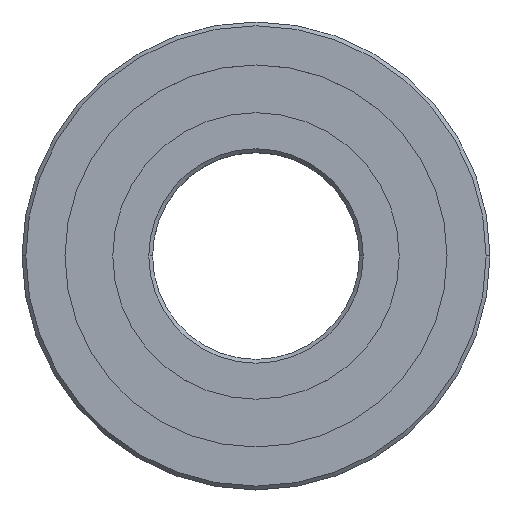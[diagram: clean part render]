
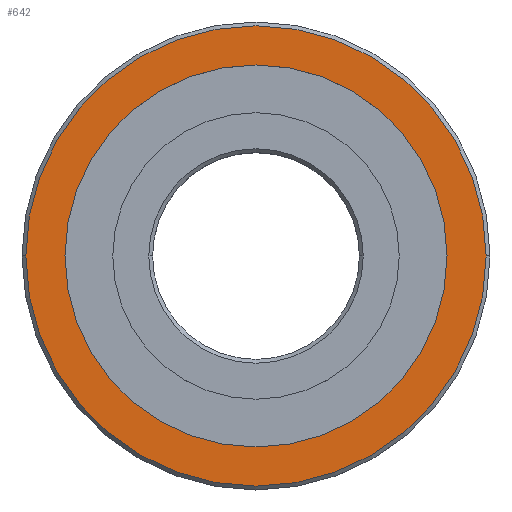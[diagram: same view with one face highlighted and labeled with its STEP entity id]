
A CAD part, top view. The second image highlights one B-rep face of the part: STEP entity #642.
In plain terms, the highlighted planar face has unit normal (0, 0, 1).
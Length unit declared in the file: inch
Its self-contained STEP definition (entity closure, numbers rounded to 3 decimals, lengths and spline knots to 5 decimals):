
#6 = CIRCLE ( 'NONE', #622, 0.6025 ) ;
#37 = DIRECTION ( 'NONE',  ( -1., 0., 0. ) ) ;
#48 = CARTESIAN_POINT ( 'NONE',  ( 0., 0., 0.15625 ) ) ;
#125 = CARTESIAN_POINT ( 'NONE',  ( 0., 0., 0.15625 ) ) ;
#131 = CARTESIAN_POINT ( 'NONE',  ( 0., 0., 0.15625 ) ) ;
#180 = AXIS2_PLACEMENT_3D ( 'NONE', #131, #825, #735 ) ;
#184 = EDGE_LOOP ( 'NONE', ( #320, #200 ) ) ;
#185 = CARTESIAN_POINT ( 'NONE',  ( -0.6025, 0., 0.15625 ) ) ;
#200 = ORIENTED_EDGE ( 'NONE', *, *, #914, .T. ) ;
#214 = FACE_BOUND ( 'NONE', #184, .T. ) ;
#216 = VERTEX_POINT ( 'NONE', #281 ) ;
#235 = EDGE_LOOP ( 'NONE', ( #594, #406 ) ) ;
#246 = DIRECTION ( 'NONE',  ( 0., 0., 1. ) ) ;
#279 = DIRECTION ( 'NONE',  ( 0., 0., -1. ) ) ;
#281 = CARTESIAN_POINT ( 'NONE',  ( 0.5, 0., 0.15625 ) ) ;
#287 = DIRECTION ( 'NONE',  ( 0., 0., -1. ) ) ;
#313 = EDGE_CURVE ( 'NONE', #538, #801, #553, .T. ) ;
#320 = ORIENTED_EDGE ( 'NONE', *, *, #664, .T. ) ;
#397 = CIRCLE ( 'NONE', #799, 0.5 ) ;
#406 = ORIENTED_EDGE ( 'NONE', *, *, #313, .T. ) ;
#416 = AXIS2_PLACEMENT_3D ( 'NONE', #805, #279, #513 ) ;
#466 = CARTESIAN_POINT ( 'NONE',  ( 0., 0., 0.15625 ) ) ;
#513 = DIRECTION ( 'NONE',  ( -1., 0., 0. ) ) ;
#518 = FACE_OUTER_BOUND ( 'NONE', #235, .T. ) ;
#538 = VERTEX_POINT ( 'NONE', #876 ) ;
#542 = EDGE_CURVE ( 'NONE', #801, #538, #6, .T. ) ;
#553 = CIRCLE ( 'NONE', #654, 0.6025 ) ;
#594 = ORIENTED_EDGE ( 'NONE', *, *, #542, .T. ) ;
#622 = AXIS2_PLACEMENT_3D ( 'NONE', #48, #651, #37 ) ;
#642 = ADVANCED_FACE ( 'NONE', ( #518, #214 ), #808, .F. ) ;
#651 = DIRECTION ( 'NONE',  ( 0., 0., 1. ) ) ;
#654 = AXIS2_PLACEMENT_3D ( 'NONE', #466, #246, #706 ) ;
#664 = EDGE_CURVE ( 'NONE', #216, #770, #972, .T. ) ;
#706 = DIRECTION ( 'NONE',  ( -1., 0., 0. ) ) ;
#735 = DIRECTION ( 'NONE',  ( -1., 0., 0. ) ) ;
#770 = VERTEX_POINT ( 'NONE', #933 ) ;
#799 = AXIS2_PLACEMENT_3D ( 'NONE', #125, #287, #949 ) ;
#801 = VERTEX_POINT ( 'NONE', #185 ) ;
#805 = CARTESIAN_POINT ( 'NONE',  ( 0., 0.6125, 0.15625 ) ) ;
#808 = PLANE ( 'NONE',  #416 ) ;
#825 = DIRECTION ( 'NONE',  ( 0., 0., -1. ) ) ;
#876 = CARTESIAN_POINT ( 'NONE',  ( 0.6025, 0., 0.15625 ) ) ;
#914 = EDGE_CURVE ( 'NONE', #770, #216, #397, .T. ) ;
#933 = CARTESIAN_POINT ( 'NONE',  ( -0.5, 0., 0.15625 ) ) ;
#949 = DIRECTION ( 'NONE',  ( -1., 0., 0. ) ) ;
#972 = CIRCLE ( 'NONE', #180, 0.5 ) ;
